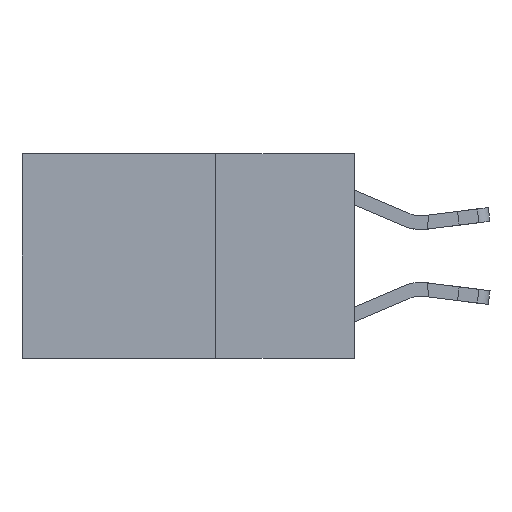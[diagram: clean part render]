
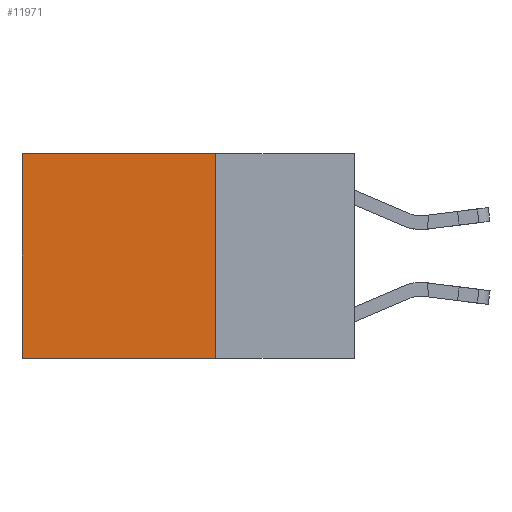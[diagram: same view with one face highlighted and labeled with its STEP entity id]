
A CAD part, left-side view. The second image highlights one B-rep face of the part: STEP entity #11971.
In plain terms, the highlighted planar face has unit normal (-1, 0, 0).
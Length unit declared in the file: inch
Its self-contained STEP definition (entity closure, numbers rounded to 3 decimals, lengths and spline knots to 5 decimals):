
#43 = EDGE_CURVE ( 'NONE', #12906, #18290, #1511, .T. ) ;
#185 = LINE ( 'NONE', #14090, #18498 ) ;
#602 = VERTEX_POINT ( 'NONE', #821 ) ;
#821 = CARTESIAN_POINT ( 'NONE',  ( 0.2625, 0.6, -0.37 ) ) ;
#963 = DIRECTION ( 'NONE',  ( 0., 0., -1. ) ) ;
#1511 = LINE ( 'NONE', #16695, #18938 ) ;
#1734 = FACE_OUTER_BOUND ( 'NONE', #6756, .T. ) ;
#1814 = ORIENTED_EDGE ( 'NONE', *, *, #43, .T. ) ;
#1854 = PLANE ( 'NONE',  #18692 ) ;
#1864 = EDGE_CURVE ( 'NONE', #12906, #2132, #10669, .T. ) ;
#2132 = VERTEX_POINT ( 'NONE', #3837 ) ;
#3334 = VECTOR ( 'NONE', #17660, 39.37008 ) ;
#3837 = CARTESIAN_POINT ( 'NONE',  ( 0.2625, 0.25, -0.37 ) ) ;
#6756 = EDGE_LOOP ( 'NONE', ( #18389, #7617, #7960, #1814 ) ) ;
#7186 = VECTOR ( 'NONE', #17679, 39.37008 ) ;
#7617 = ORIENTED_EDGE ( 'NONE', *, *, #17700, .F. ) ;
#7960 = ORIENTED_EDGE ( 'NONE', *, *, #1864, .F. ) ;
#8931 = DIRECTION ( 'NONE',  ( 0., 0., -1. ) ) ;
#10461 = EDGE_CURVE ( 'NONE', #18290, #602, #185, .T. ) ;
#10627 = CARTESIAN_POINT ( 'NONE',  ( 0.2625, 0.25, 0. ) ) ;
#10669 = LINE ( 'NONE', #17864, #3334 ) ;
#11971 = ADVANCED_FACE ( 'NONE', ( #1734 ), #1854, .F. ) ;
#12906 = VERTEX_POINT ( 'NONE', #14432 ) ;
#14090 = CARTESIAN_POINT ( 'NONE',  ( 0.2625, 0.6, 0. ) ) ;
#14432 = CARTESIAN_POINT ( 'NONE',  ( 0.2625, 0.25, 0. ) ) ;
#15330 = DIRECTION ( 'NONE',  ( 0., 1., 0. ) ) ;
#16405 = CARTESIAN_POINT ( 'NONE',  ( 0.2625, 0.25, -0.37 ) ) ;
#16695 = CARTESIAN_POINT ( 'NONE',  ( 0.2625, 0.25, 0. ) ) ;
#17660 = DIRECTION ( 'NONE',  ( 0., 0., -1. ) ) ;
#17663 = DIRECTION ( 'NONE',  ( 1., 0., 0. ) ) ;
#17679 = DIRECTION ( 'NONE',  ( 0., 1., 0. ) ) ;
#17700 = EDGE_CURVE ( 'NONE', #2132, #602, #18370, .T. ) ;
#17864 = CARTESIAN_POINT ( 'NONE',  ( 0.2625, 0.25, 0. ) ) ;
#18290 = VERTEX_POINT ( 'NONE', #18601 ) ;
#18370 = LINE ( 'NONE', #16405, #7186 ) ;
#18389 = ORIENTED_EDGE ( 'NONE', *, *, #10461, .T. ) ;
#18498 = VECTOR ( 'NONE', #963, 39.37008 ) ;
#18601 = CARTESIAN_POINT ( 'NONE',  ( 0.2625, 0.6, 0. ) ) ;
#18692 = AXIS2_PLACEMENT_3D ( 'NONE', #10627, #17663, #8931 ) ;
#18938 = VECTOR ( 'NONE', #15330, 39.37008 ) ;
